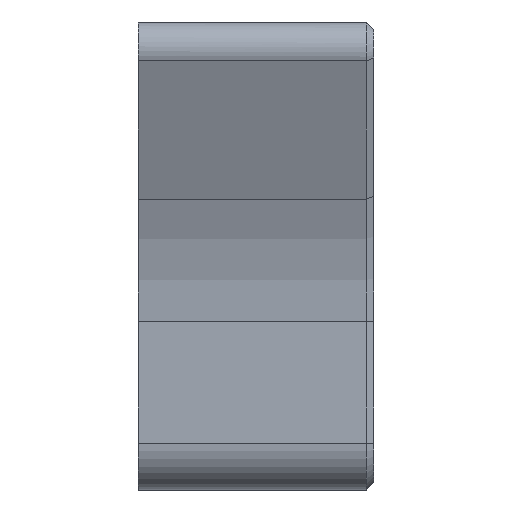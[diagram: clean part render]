
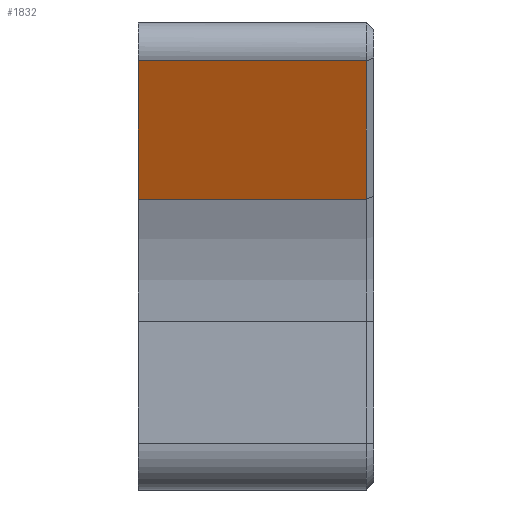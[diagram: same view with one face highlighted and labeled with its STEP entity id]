
A CAD part, left-side view. The second image highlights one B-rep face of the part: STEP entity #1832.
In plain terms, the highlighted planar face has unit normal (-0.923, 0, -0.385).
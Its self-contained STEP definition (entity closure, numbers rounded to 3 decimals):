
#136=FACE_OUTER_BOUND('',#243,.T.);
#243=EDGE_LOOP('',(#1390,#1391,#1392,#1393));
#328=LINE('',#2649,#546);
#398=LINE('',#2810,#616);
#406=LINE('',#2830,#624);
#407=LINE('',#2832,#625);
#546=VECTOR('',#2119,10.);
#616=VECTOR('',#2273,10.);
#624=VECTOR('',#2291,10.);
#625=VECTOR('',#2294,10.);
#761=VERTEX_POINT('',#2639);
#763=VERTEX_POINT('',#2645);
#812=VERTEX_POINT('',#2807);
#813=VERTEX_POINT('',#2809);
#936=EDGE_CURVE('',#761,#763,#328,.T.);
#1016=EDGE_CURVE('',#812,#813,#398,.T.);
#1027=EDGE_CURVE('',#813,#761,#406,.T.);
#1028=EDGE_CURVE('',#763,#812,#407,.T.);
#1390=ORIENTED_EDGE('',*,*,#936,.F.);
#1391=ORIENTED_EDGE('',*,*,#1027,.F.);
#1392=ORIENTED_EDGE('',*,*,#1016,.F.);
#1393=ORIENTED_EDGE('',*,*,#1028,.F.);
#1742=PLANE('',#1974);
#1832=ADVANCED_FACE('',(#136),#1742,.T.);
#1974=AXIS2_PLACEMENT_3D('',#2831,#2292,#2293);
#2119=DIRECTION('',(0.385,0.,-0.923));
#2273=DIRECTION('',(-0.385,0.,0.923));
#2291=DIRECTION('',(0.,-1.,0.));
#2292=DIRECTION('center_axis',(-0.923,0.,-0.385));
#2293=DIRECTION('ref_axis',(-0.385,0.,0.923));
#2294=DIRECTION('',(0.,1.,0.));
#2639=CARTESIAN_POINT('',(-7.385,-6.2,19.923));
#2645=CARTESIAN_POINT('',(-4.308,-6.2,12.538));
#2649=CARTESIAN_POINT('',(-2.26,-6.2,7.623));
#2807=CARTESIAN_POINT('',(-4.308,6.,12.538));
#2809=CARTESIAN_POINT('',(-7.385,6.,19.923));
#2810=CARTESIAN_POINT('',(-3.,6.,9.4));
#2830=CARTESIAN_POINT('',(-7.385,0.,19.923));
#2831=CARTESIAN_POINT('Origin',(-3.,0.,9.4));
#2832=CARTESIAN_POINT('',(-4.308,0.,12.538));
